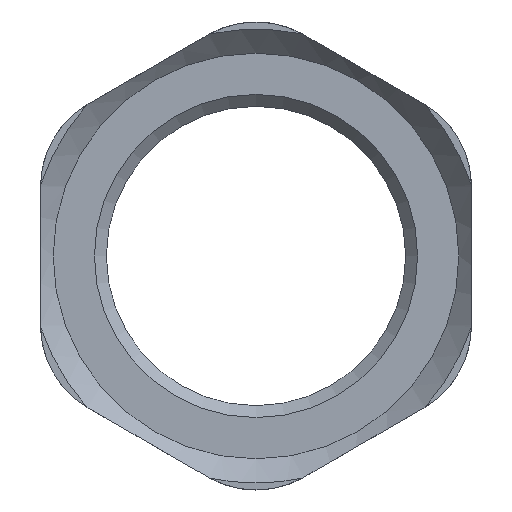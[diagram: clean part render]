
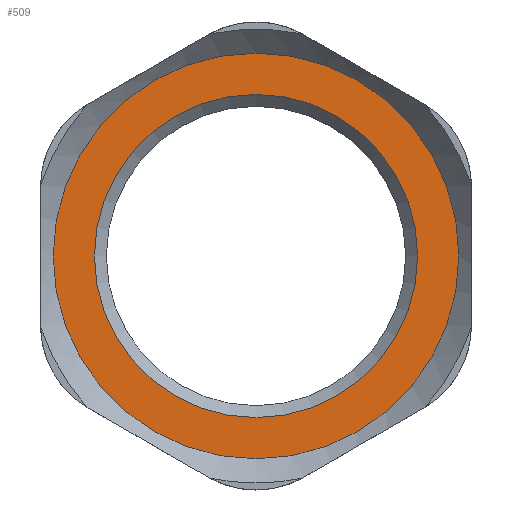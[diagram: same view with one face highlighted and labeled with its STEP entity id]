
A CAD part, front view. The second image highlights one B-rep face of the part: STEP entity #509.
In plain terms, the highlighted planar face has unit normal (0, -1, 0).
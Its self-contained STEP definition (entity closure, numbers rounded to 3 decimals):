
#57=FACE_BOUND('',#113,.T.);
#59=PLANE('',#565);
#82=FACE_OUTER_BOUND('',#112,.T.);
#112=EDGE_LOOP('',(#342));
#113=EDGE_LOOP('',(#343));
#175=CIRCLE('',#562,6.75);
#177=CIRCLE('',#566,8.474);
#199=VERTEX_POINT('',#744);
#201=VERTEX_POINT('',#752);
#254=EDGE_CURVE('',#199,#199,#175,.T.);
#257=EDGE_CURVE('',#201,#201,#177,.T.);
#342=ORIENTED_EDGE('',*,*,#257,.T.);
#343=ORIENTED_EDGE('',*,*,#254,.F.);
#509=ADVANCED_FACE('',(#82,#57),#59,.F.);
#562=AXIS2_PLACEMENT_3D('',#746,#621,#622);
#565=AXIS2_PLACEMENT_3D('',#751,#628,#629);
#566=AXIS2_PLACEMENT_3D('',#753,#630,#631);
#621=DIRECTION('center_axis',(0.,-1.,0.));
#622=DIRECTION('ref_axis',(1.,0.,0.));
#628=DIRECTION('center_axis',(0.,1.,0.));
#629=DIRECTION('ref_axis',(0.,0.,1.));
#630=DIRECTION('center_axis',(0.,-1.,0.));
#631=DIRECTION('ref_axis',(1.,0.,0.));
#744=CARTESIAN_POINT('',(-6.75,-3.5,0.));
#746=CARTESIAN_POINT('Origin',(0.,-3.5,0.));
#751=CARTESIAN_POINT('Origin',(0.,-3.5,8.474));
#752=CARTESIAN_POINT('',(0.,-3.5,-8.474));
#753=CARTESIAN_POINT('Origin',(0.,-3.5,0.));
